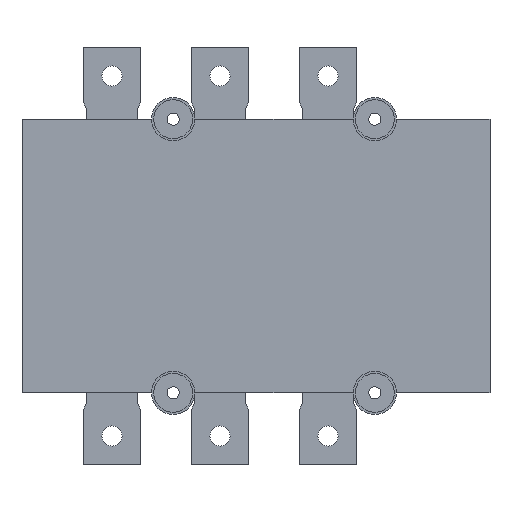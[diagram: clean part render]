
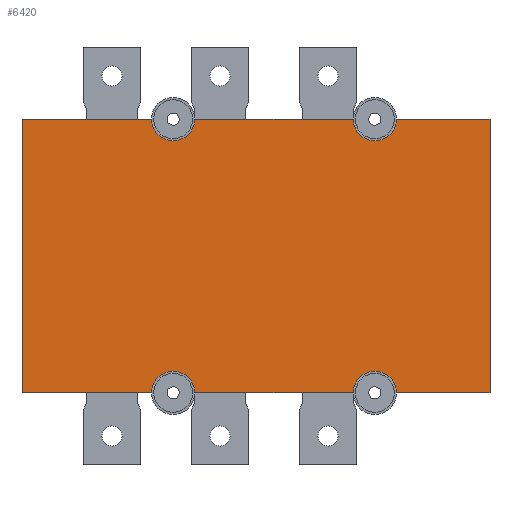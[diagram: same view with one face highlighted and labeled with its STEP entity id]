
A CAD part, front view. The second image highlights one B-rep face of the part: STEP entity #6420.
In plain terms, the highlighted planar face has unit normal (0, -1, 0).
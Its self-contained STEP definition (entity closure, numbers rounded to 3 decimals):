
#4886=CARTESIAN_POINT('',(183.535,-26.582,0.0));
#4887=VERTEX_POINT('',#4886);
#4888=CARTESIAN_POINT('',(248.535,-26.582,0.0));
#4889=VERTEX_POINT('',#4888);
#4890=CARTESIAN_POINT('',(183.535,-26.582,0.0));
#4891=DIRECTION('',(1.0,0.0,0.0));
#4892=VECTOR('',#4891,65.);
#4893=LINE('',#4890,#4892);
#4894=EDGE_CURVE('',#4887,#4889,#4893,.T.);
#5249=CARTESIAN_POINT('',(13.535,-26.582,0.0));
#5250=VERTEX_POINT('',#5249);
#5257=CARTESIAN_POINT('',(-76.465,-26.582,0.0));
#5258=VERTEX_POINT('',#5257);
#5259=CARTESIAN_POINT('',(-76.465,-26.582,0.0));
#5260=DIRECTION('',(1.0,0.0,0.0));
#5261=VECTOR('',#5260,90.);
#5262=LINE('',#5259,#5261);
#5263=EDGE_CURVE('',#5258,#5250,#5262,.T.);
#5358=CARTESIAN_POINT('',(183.535,-26.582,190.0));
#5359=VERTEX_POINT('',#5358);
#5366=CARTESIAN_POINT('',(248.535,-26.582,190.0));
#5367=VERTEX_POINT('',#5366);
#5368=CARTESIAN_POINT('',(248.535,-26.582,190.0));
#5369=DIRECTION('',(-1.0,0.0,0.0));
#5370=VECTOR('',#5369,65.);
#5371=LINE('',#5368,#5370);
#5372=EDGE_CURVE('',#5367,#5359,#5371,.T.);
#5398=CARTESIAN_POINT('',(-76.465,-26.582,190.0));
#5399=VERTEX_POINT('',#5398);
#5406=CARTESIAN_POINT('',(13.535,-26.582,190.0));
#5407=VERTEX_POINT('',#5406);
#5408=CARTESIAN_POINT('',(13.535,-26.582,190.0));
#5409=DIRECTION('',(-1.0,0.0,0.0));
#5410=VECTOR('',#5409,90.);
#5411=LINE('',#5408,#5410);
#5412=EDGE_CURVE('',#5407,#5399,#5411,.T.);
#5783=CARTESIAN_POINT('',(153.535,-26.582,0.0));
#5784=VERTEX_POINT('',#5783);
#5785=CARTESIAN_POINT('',(168.535,-26.582,0.0));
#5786=DIRECTION('',(0.0,1.0,0.0));
#5787=DIRECTION('',(-1.0,0.0,0.0));
#5788=AXIS2_PLACEMENT_3D('',#5785,#5786,#5787);
#5789=CIRCLE('',#5788,15.0);
#5790=EDGE_CURVE('',#5784,#4887,#5789,.T.);
#5895=CARTESIAN_POINT('',(43.535,-26.582,0.0));
#5896=VERTEX_POINT('',#5895);
#5905=CARTESIAN_POINT('',(28.535,-26.582,0.));
#5906=DIRECTION('',(0.0,1.0,0.0));
#5907=DIRECTION('',(-1.0,0.0,0.0));
#5908=AXIS2_PLACEMENT_3D('',#5905,#5906,#5907);
#5909=CIRCLE('',#5908,15.0);
#5910=EDGE_CURVE('',#5250,#5896,#5909,.T.);
#6013=CARTESIAN_POINT('',(43.535,-26.582,0.0));
#6014=DIRECTION('',(1.0,0.0,0.0));
#6015=VECTOR('',#6014,110.0);
#6016=LINE('',#6013,#6015);
#6017=EDGE_CURVE('',#5896,#5784,#6016,.T.);
#6260=CARTESIAN_POINT('',(153.535,-26.582,190.0));
#6261=VERTEX_POINT('',#6260);
#6270=CARTESIAN_POINT('',(168.535,-26.582,190.0));
#6271=DIRECTION('',(0.0,1.0,0.0));
#6272=DIRECTION('',(-1.0,0.0,0.0));
#6273=AXIS2_PLACEMENT_3D('',#6270,#6271,#6272);
#6274=CIRCLE('',#6273,15.0);
#6275=EDGE_CURVE('',#5359,#6261,#6274,.T.);
#6314=CARTESIAN_POINT('',(43.535,-26.582,190.));
#6315=VERTEX_POINT('',#6314);
#6316=CARTESIAN_POINT('',(28.535,-26.582,190.));
#6317=DIRECTION('',(0.0,1.0,0.0));
#6318=DIRECTION('',(-1.0,0.0,0.0));
#6319=AXIS2_PLACEMENT_3D('',#6316,#6317,#6318);
#6320=CIRCLE('',#6319,15.0);
#6321=EDGE_CURVE('',#6315,#5407,#6320,.T.);
#6368=CARTESIAN_POINT('',(153.535,-26.582,190.0));
#6369=DIRECTION('',(-1.0,0.0,0.0));
#6370=VECTOR('',#6369,110.);
#6371=LINE('',#6368,#6370);
#6372=EDGE_CURVE('',#6261,#6315,#6371,.T.);
#6391=CARTESIAN_POINT('',(248.535,-26.582,0.0));
#6392=DIRECTION('',(0.0,-1.0,0.0));
#6393=DIRECTION('',(0.0,0.0,-1.0));
#6394=AXIS2_PLACEMENT_3D('',#6391,#6392,#6393);
#6395=PLANE('',#6394);
#6396=ORIENTED_EDGE('',*,*,#5790,.T.);
#6397=ORIENTED_EDGE('',*,*,#4894,.T.);
#6398=CARTESIAN_POINT('',(248.535,-26.582,0.0));
#6399=DIRECTION('',(0.0,0.0,1.0));
#6400=VECTOR('',#6399,190.0);
#6401=LINE('',#6398,#6400);
#6402=EDGE_CURVE('',#4889,#5367,#6401,.T.);
#6403=ORIENTED_EDGE('',*,*,#6402,.T.);
#6404=ORIENTED_EDGE('',*,*,#5372,.T.);
#6405=ORIENTED_EDGE('',*,*,#6275,.T.);
#6406=ORIENTED_EDGE('',*,*,#6372,.T.);
#6407=ORIENTED_EDGE('',*,*,#6321,.T.);
#6408=ORIENTED_EDGE('',*,*,#5412,.T.);
#6409=CARTESIAN_POINT('',(-76.465,-26.582,0.0));
#6410=DIRECTION('',(0.0,0.0,1.0));
#6411=VECTOR('',#6410,190.0);
#6412=LINE('',#6409,#6411);
#6413=EDGE_CURVE('',#5258,#5399,#6412,.T.);
#6414=ORIENTED_EDGE('',*,*,#6413,.F.);
#6415=ORIENTED_EDGE('',*,*,#5263,.T.);
#6416=ORIENTED_EDGE('',*,*,#5910,.T.);
#6417=ORIENTED_EDGE('',*,*,#6017,.T.);
#6418=EDGE_LOOP('',(#6396,#6397,#6403,#6404,#6405,#6406,#6407,#6408,#6414,#6415,#6416,#6417));
#6419=FACE_OUTER_BOUND('',#6418,.T.);
#6420=ADVANCED_FACE('',(#6419),#6395,.T.);
